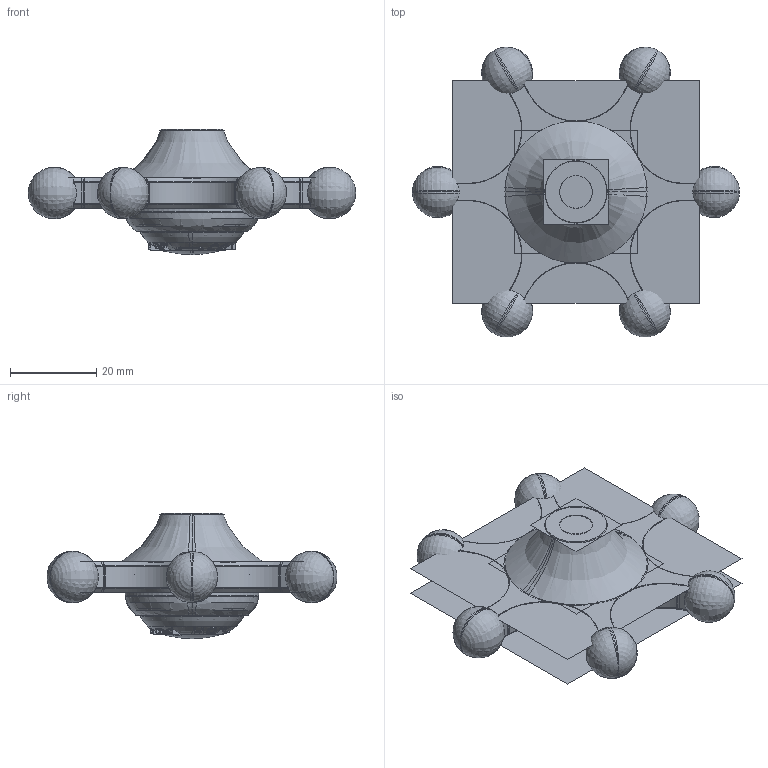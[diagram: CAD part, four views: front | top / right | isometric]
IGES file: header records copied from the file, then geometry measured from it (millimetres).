
Start section:  PTC IGES file: V3.igs
Global section: file name: V3.igs; native system: Pro/ENGINEER by Parametric Technology Corporation; preprocessor: 2009210; author: Administrator; organization: Unknown; date: 20141206.155728; units: millimetre
Bounding box: 76 x 67.31 x 29.08 mm (x, y, z)
Volume: 19219.1 mm3; surface area: 93920.6 mm2
Topology: 4 solids, 4 shells, 1424 faces, 7156 edges, 8769 vertices
Faces by surface type: bspline 1010, revolution 254, extrusion 160
